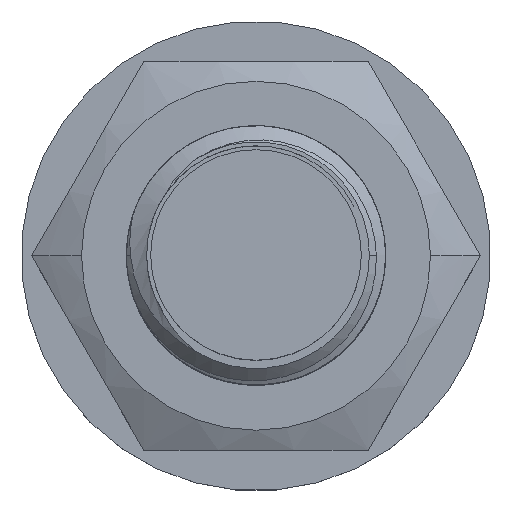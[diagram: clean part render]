
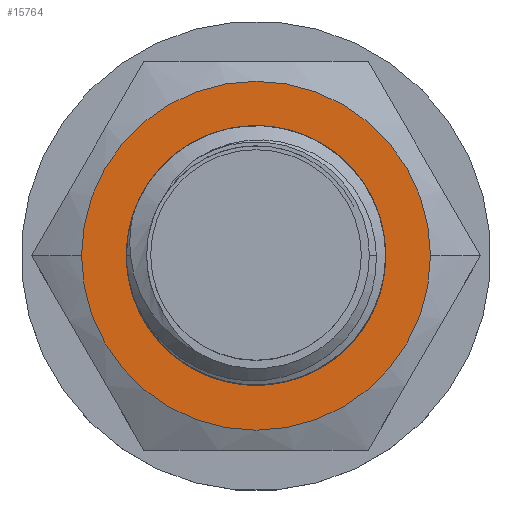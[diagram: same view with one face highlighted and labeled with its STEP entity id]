
A CAD part, top view. The second image highlights one B-rep face of the part: STEP entity #15764.
In plain terms, the highlighted planar face has unit normal (0, 0, 1).
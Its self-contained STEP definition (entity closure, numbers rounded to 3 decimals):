
#876 = EDGE_CURVE ( 'NONE', #15741, #3628, #12290, .T. ) ;
#1006 = DIRECTION ( 'NONE',  ( 1., 0., 0. ) ) ;
#1357 = CARTESIAN_POINT ( 'NONE',  ( 24.615, 0., 21.5 ) ) ;
#1444 = CARTESIAN_POINT ( 'NONE',  ( 30., 0., 21.5 ) ) ;
#1708 = DIRECTION ( 'NONE',  ( 0., 0., 1. ) ) ;
#2336 = AXIS2_PLACEMENT_3D ( 'NONE', #9762, #3475, #1006 ) ;
#2431 = EDGE_CURVE ( 'NONE', #10584, #9369, #4571, .T. ) ;
#2945 = AXIS2_PLACEMENT_3D ( 'NONE', #5083, #11570, #12666 ) ;
#3308 = DIRECTION ( 'NONE',  ( 0., 0., 1. ) ) ;
#3475 = DIRECTION ( 'NONE',  ( 0., 0., 1. ) ) ;
#3628 = VERTEX_POINT ( 'NONE', #7274 ) ;
#4090 = EDGE_CURVE ( 'NONE', #3628, #15741, #6368, .T. ) ;
#4571 = CIRCLE ( 'NONE', #2945, 5.385 ) ;
#4639 = DIRECTION ( 'NONE',  ( 1., 0., 0. ) ) ;
#4663 = EDGE_LOOP ( 'NONE', ( #9156, #8392 ) ) ;
#4999 = ORIENTED_EDGE ( 'NONE', *, *, #2431, .T. ) ;
#5083 = CARTESIAN_POINT ( 'NONE',  ( 30., 0., 21.5 ) ) ;
#5198 = CARTESIAN_POINT ( 'NONE',  ( 30., -3.474, 21.5 ) ) ;
#5682 = EDGE_CURVE ( 'NONE', #9369, #10584, #15823, .T. ) ;
#6368 = CIRCLE ( 'NONE', #14577, 3.474 ) ;
#7015 = EDGE_LOOP ( 'NONE', ( #4999, #14732 ) ) ;
#7274 = CARTESIAN_POINT ( 'NONE',  ( 30., 3.474, 21.5 ) ) ;
#7638 = PLANE ( 'NONE',  #9487 ) ;
#8392 = ORIENTED_EDGE ( 'NONE', *, *, #876, .F. ) ;
#8930 = DIRECTION ( 'NONE',  ( 0., 0., -1. ) ) ;
#9156 = ORIENTED_EDGE ( 'NONE', *, *, #4090, .F. ) ;
#9369 = VERTEX_POINT ( 'NONE', #1357 ) ;
#9487 = AXIS2_PLACEMENT_3D ( 'NONE', #1444, #8930, #13845 ) ;
#9762 = CARTESIAN_POINT ( 'NONE',  ( 30., 0., 21.5 ) ) ;
#9807 = CARTESIAN_POINT ( 'NONE',  ( 30., 0., 21.5 ) ) ;
#10584 = VERTEX_POINT ( 'NONE', #11877 ) ;
#10598 = FACE_OUTER_BOUND ( 'NONE', #7015, .T. ) ;
#11570 = DIRECTION ( 'NONE',  ( 0., 0., 1. ) ) ;
#11877 = CARTESIAN_POINT ( 'NONE',  ( 35.385, 0., 21.5 ) ) ;
#12290 = CIRCLE ( 'NONE', #14679, 3.474 ) ;
#12666 = DIRECTION ( 'NONE',  ( 1., 0., 0. ) ) ;
#13003 = DIRECTION ( 'NONE',  ( 1., 0., 0. ) ) ;
#13845 = DIRECTION ( 'NONE',  ( 0., 1., 0. ) ) ;
#14042 = CARTESIAN_POINT ( 'NONE',  ( 30., 0., 21.5 ) ) ;
#14324 = FACE_BOUND ( 'NONE', #4663, .T. ) ;
#14577 = AXIS2_PLACEMENT_3D ( 'NONE', #14042, #1708, #13003 ) ;
#14679 = AXIS2_PLACEMENT_3D ( 'NONE', #9807, #3308, #4639 ) ;
#14732 = ORIENTED_EDGE ( 'NONE', *, *, #5682, .T. ) ;
#15741 = VERTEX_POINT ( 'NONE', #5198 ) ;
#15764 = ADVANCED_FACE ( 'NONE', ( #14324, #10598 ), #7638, .F. ) ;
#15823 = CIRCLE ( 'NONE', #2336, 5.385 ) ;
